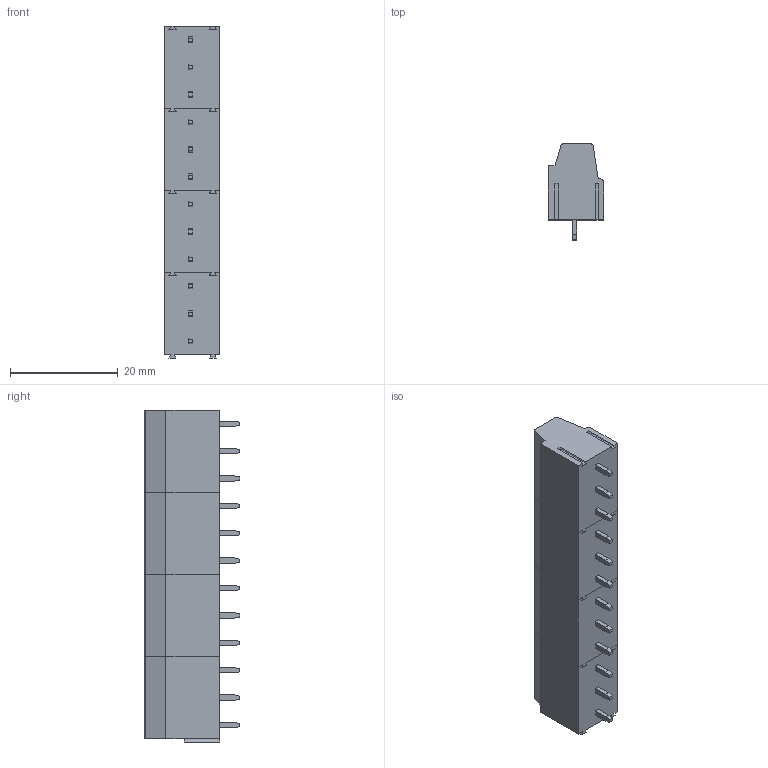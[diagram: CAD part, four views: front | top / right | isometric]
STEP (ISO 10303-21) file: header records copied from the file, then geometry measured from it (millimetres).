
FILE_DESCRIPTION (( 'STEP AP214' ), '1' );
FILE_NAME ('CUI_DEVICES_TB007-508-12GR.step', '2019-10-21T21:35:25', ( '' ), ( '' ), 'SwSTEP 2.0', 'SolidWorks 2019', '' );
FILE_SCHEMA (( 'AUTOMOTIVE_DESIGN' ));
Length unit declared in the file: millimetre
Products named in the file (2): CUI_DEVICES_TB007-508-12GR; TB007-508-03P_Green - S
Assembly tree (4 placements, depth 2):
  CUI_DEVICES_TB007-508-12GR
    TB007-508-03P_Green - S  x4
Bounding box: 10.25 x 17.7 x 61.56 mm (x, y, z)
Volume: 7353.7 mm3; surface area: 4990.5 mm2
Topology: 4 solids, 4 shells, 488 faces, 1248 edges, 816 vertices
Faces by surface type: plane 320, bspline 84, cylinder 60, cone 24
Entity records: 4681 total; most frequent: CARTESIAN_POINT 1230, ORIENTED_EDGE 624, DIRECTION 561, EDGE_CURVE 312, VERTEX_POINT 204, VECTOR 195, LINE 195, AXIS2_PLACEMENT_3D 183
